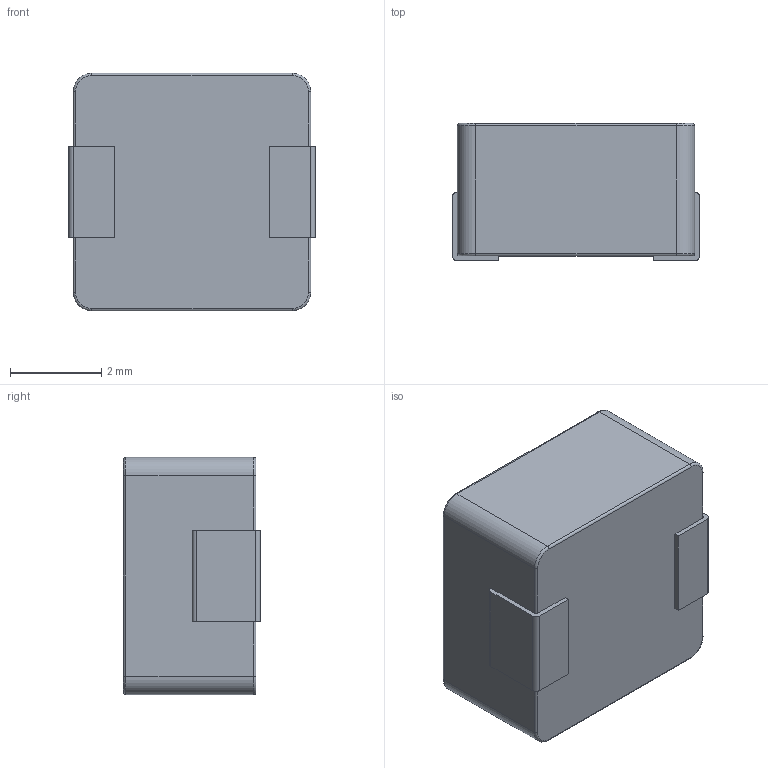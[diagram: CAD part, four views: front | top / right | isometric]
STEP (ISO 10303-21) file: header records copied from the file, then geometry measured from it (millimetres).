
FILE_DESCRIPTION (( 'STEP AP214' ), '1' );
FILE_NAME ('SLO0530HxxxMTT.STEP', '2022-05-10T10:41:20', ( '砐錪賧瘔蠈錪 Windows' ), ( '' ), 'SwSTEP 2.0', 'SolidWorks 2018', '' );
FILE_SCHEMA (( 'AUTOMOTIVE_DESIGN' ));
Length unit declared in the file: millimetre
Products named in the file (1): SLO0530HxxxMTT
Bounding box: 5.4 x 3 x 5.2 mm (x, y, z)
Volume: 78.9 mm3; surface area: 113.8 mm2
Topology: 1 solids, 1 shells, 105 faces, 275 edges, 178 vertices
Faces by surface type: plane 52, bspline 27, cylinder 18, torus 8
Entity records: 5532 total; most frequent: CARTESIAN_POINT 1906, ORIENTED_EDGE 550, DIRECTION 423, EDGE_CURVE 275, VERTEX_POINT 178, LINE 177, VECTOR 177, AXIS2_PLACEMENT_3D 123
